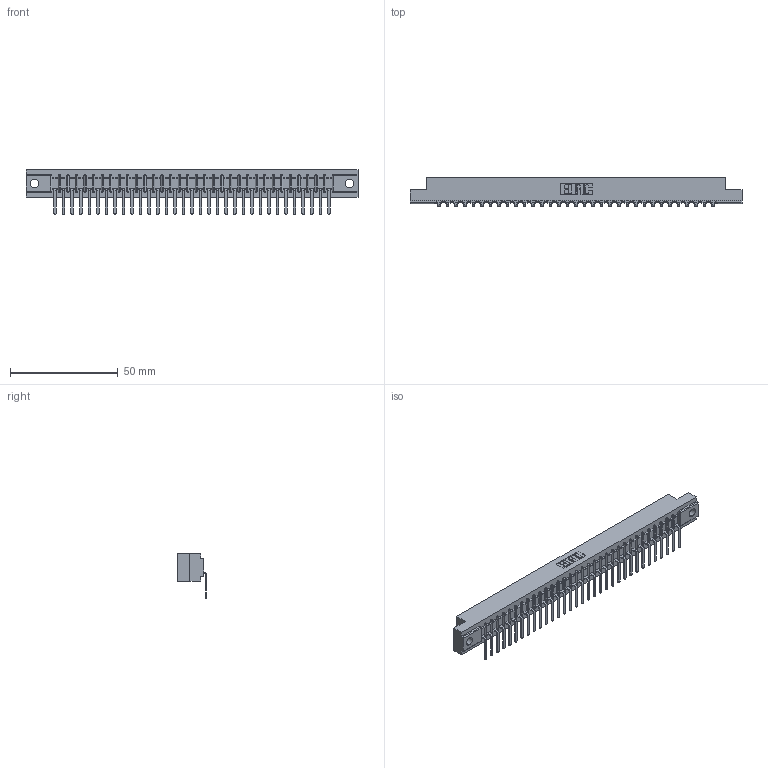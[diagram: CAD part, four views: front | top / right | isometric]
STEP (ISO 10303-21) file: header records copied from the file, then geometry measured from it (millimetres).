
FILE_DESCRIPTION (( 'STEP AP203' ), '1' );
FILE_NAME ('357-033-457-104.STEP', '2020-10-02T08:46:28', ( '' ), ( '' ), 'SwSTEP 2.0', 'SolidWorks 2020', '' );
FILE_SCHEMA (( 'CONFIG_CONTROL_DESIGN' ));
Length unit declared in the file: inch
Products named in the file (3): 307 Part_.156 Dia Mounting Holes; 307-290-002_557; 357-033-457-104
Assembly tree (34 placements, depth 2):
  357-033-457-104
    307 Part_.156 Dia Mounting Holes
    307-290-002_557  x33
Bounding box: 153.77 x 13.32 x 20.66 mm (x, y, z)
Volume: 16371.5 mm3; surface area: 20802.5 mm2
Topology: 34 solids, 34 shells, 2740 faces, 8411 edges, 5514 vertices
Faces by surface type: plane 1635, cylinder 1037, sphere 68
Entity records: 30672 total; most frequent: CARTESIAN_POINT 5178, ORIENTED_EDGE 5166, DIRECTION 5027, EDGE_CURVE 2583, LINE 1981, VECTOR 1981, VERTEX_POINT 1674, AXIS2_PLACEMENT_3D 1523
